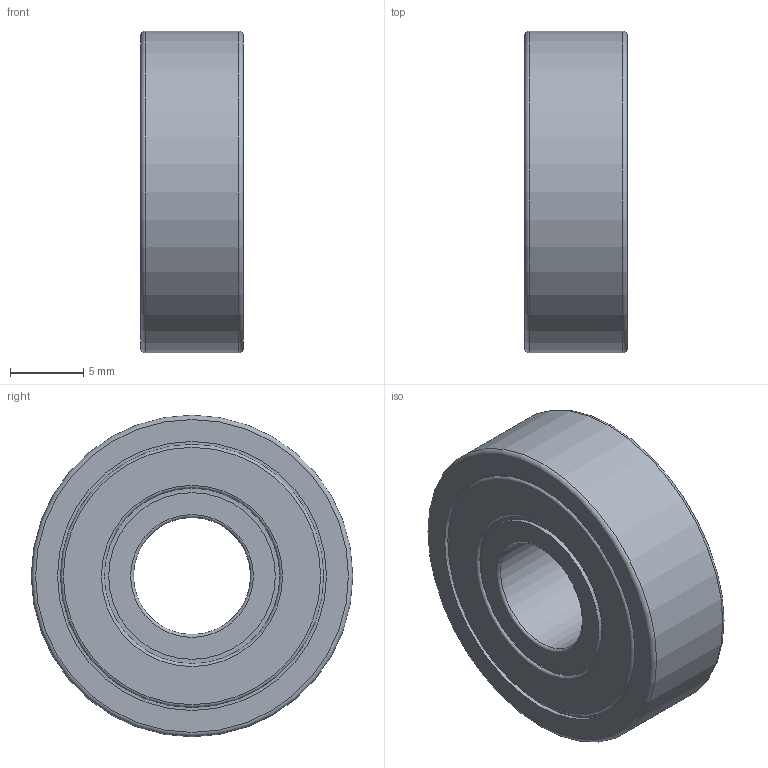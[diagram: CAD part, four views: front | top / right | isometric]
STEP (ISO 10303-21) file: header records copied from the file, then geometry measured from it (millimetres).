
FILE_DESCRIPTION(('FreeCAD Model'),'2;1');
FILE_NAME('Open CASCADE Shape Model','2022-05-27T23:03:54',(''),(''), 'Open CASCADE STEP processor 7.5','FreeCAD','Unknown');
FILE_SCHEMA(('AUTOMOTIVE_DESIGN { 1 0 10303 214 1 1 1 1 }'));
Length unit declared in the file: millimetre
Products named in the file (21): 608 RS (d8-D22-7); Ball 001; Ball 002; Ball 003; Ball 004; Ball 005; Ball 006; Ball 007; Outer Ring001; Inner Ring001; Seal 001; Seal 002; Cage 001; Cage clone 002; Rivet 002; Rivet 001; Rivet 007; Rivet 006; Rivet 005; Rivet 004; Rivet 003
Assembly tree (20 placements, depth 2):
  608 RS (d8-D22-7)
    Ball 001
    Ball 002
    Ball 003
    Ball 004
    Ball 005
    Ball 006
    Ball 007
    Outer Ring001
    Inner Ring001
    Seal 001
    Seal 002
    Cage 001
    Cage clone 002
    Rivet 002
    Rivet 001
    Rivet 007
    Rivet 006
    Rivet 005
    Rivet 004
    Rivet 003
Bounding box: 7 x 22 x 22 mm (x, y, z)
Volume: 1638.7 mm3; surface area: 3639.8 mm2
Topology: 20 solids, 20 shells, 232 faces, 570 edges, 376 vertices
Faces by surface type: plane 66, bspline 56, cylinder 51, sphere 49, torus 8, revolution 2
Full cylindrical faces by diameter (mm): 0.5 x21, 8 x1, 11 x4, 11.4 x2, 12 x4, 13 x4, 17 x4, 18 x4, 18.4 x2, 19 x4, 22 x1
Entity records: 16740 total; most frequent: CARTESIAN_POINT 11405, ORIENTED_EDGE 1070, DIRECTION 839, EDGE_CURVE 535, AXIS2_PLACEMENT_3D 393, VERTEX_POINT 369, FACE_BOUND 298, EDGE_LOOP 291
